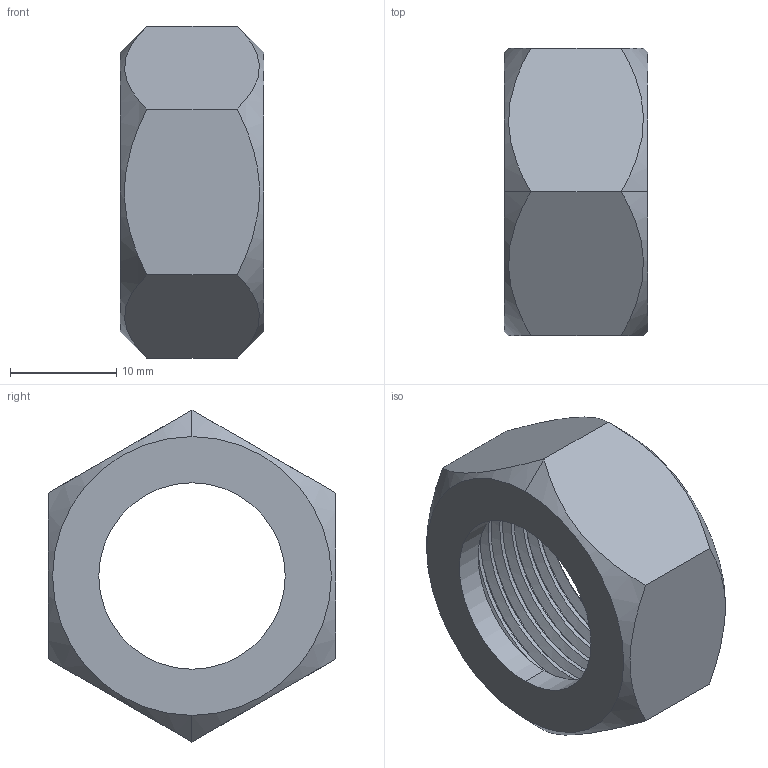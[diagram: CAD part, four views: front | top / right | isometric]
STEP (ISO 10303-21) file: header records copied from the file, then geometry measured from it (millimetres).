
FILE_DESCRIPTION (( 'STEP AP203' ), '1' );
FILE_NAME ('R-131-M_M22x1,5_17106710.STEP', '2024-09-03T09:00:30', ( '' ), ( '' ), 'SwSTEP 2.0', 'SolidWorks 2024', '' );
FILE_SCHEMA (( 'CONFIG_CONTROL_DESIGN' ));
Length unit declared in the file: millimetre
Products named in the file (1): R-131-M_M22x1,5_17106710
Bounding box: 13.5 x 27 x 31.18 mm (x, y, z)
Volume: 3311.5 mm3; surface area: 3385.1 mm2
Topology: 1 solids, 1 shells, 36 faces, 92 edges, 59 vertices
Faces by surface type: cylinder 18, plane 10, cone 4, bspline 4
Entity records: 2849 total; most frequent: CARTESIAN_POINT 2044, ORIENTED_EDGE 184, DIRECTION 117, EDGE_CURVE 92, VERTEX_POINT 59, AXIS2_PLACEMENT_3D 45, EDGE_LOOP 39, ADVANCED_FACE 36
